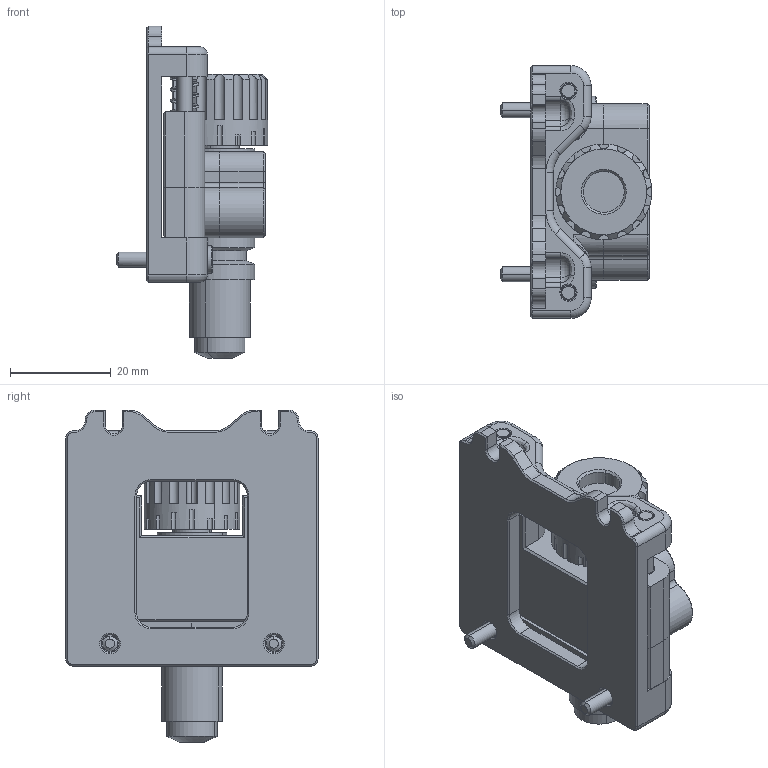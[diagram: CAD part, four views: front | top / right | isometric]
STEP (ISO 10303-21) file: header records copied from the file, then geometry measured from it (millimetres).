
FILE_DESCRIPTION(('CATIA V5 STEP Exchange'),'2;1');
FILE_NAME('Drag Knife Toolhead.stp','2022-06-25T20:01:36+00:00',('none'),('none'),'CATIA Version 5 Release 19 GA (IN-10)','CATIA V5 STEP AP214','none');
FILE_SCHEMA(('AUTOMOTIVE_DESIGN { 1 0 10303 214 1 1 1 1 }'));
Length unit declared in the file: millimetre
Products named in the file (11): Drag Knife Toolhead; Drag Knife Baseplate; Drag Knife Slider Back; Drag Knife; Drag Knife Slider Front; M3 Threaded Insert; M3x8 SHCS; M3x16 SHCS; Shaft 3x45; Spring 5.5x20; Knob
Assembly tree (15 placements, depth 2):
  Drag Knife Toolhead
    Drag Knife Baseplate
    Drag Knife Slider Back
    Drag Knife
    Drag Knife Slider Front
    M3 Threaded Insert  x2
    M3x8 SHCS  x2
    M3x16 SHCS  x2
    Shaft 3x45  x2
    Spring 5.5x20  x2
    Knob
Bounding box: 30 x 50.01 x 65.8 mm (x, y, z)
Volume: 30281.1 mm3; surface area: 20224 mm2
Topology: 15 solids, 15 shells, 932 faces, 2337 edges, 1474 vertices
Faces by surface type: cylinder 307, plane 260, bspline 174, cone 156, torus 35
Entity records: 35430 total; most frequent: CARTESIAN_POINT 19433, ORIENTED_EDGE 3636, DIRECTION 2461, EDGE_CURVE 1818, AXIS2_PLACEMENT_3D 1229, VERTEX_POINT 1141, EDGE_LOOP 785, ADVANCED_FACE 728
